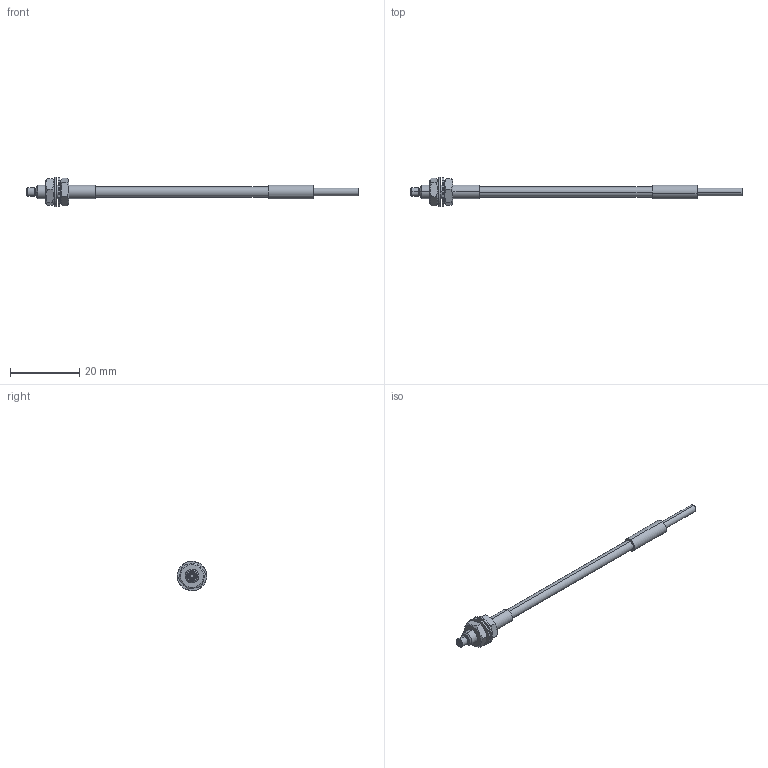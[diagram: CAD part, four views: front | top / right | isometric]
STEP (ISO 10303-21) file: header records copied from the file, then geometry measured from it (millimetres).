
FILE_DESCRIPTION (( 'STEP AP214' ), '1' );
FILE_NAME ('GPF-T014-350-2.0S.STEP', '2017-11-17T14:24:44', ( '' ), ( '' ), 'SwSTEP 2.0', 'SolidWorks 2018', '' );
FILE_SCHEMA (( 'AUTOMOTIVE_DESIGN' ));
Length unit declared in the file: millimetre
Products named in the file (6): GPF-T014-350-2.0S_FIBER; M4_NUT; GPF-T014-350-2.0S_HEAD2; GPF-T014-350-2.0S_LENS; M4_WASHER; GPF-T014-350-2.0S
Assembly tree (7 placements, depth 2):
  GPF-T014-350-2.0S
    GPF-T014-350-2.0S_HEAD2
    GPF-T014-350-2.0S_LENS
    M4_NUT  x2
    M4_WASHER  x2
    GPF-T014-350-2.0S_FIBER
Bounding box: 96 x 8.5 x 8.5 mm (x, y, z)
Volume: 953.8 mm3; surface area: 1493.4 mm2
Topology: 7 solids, 7 shells, 76 faces, 162 edges, 106 vertices
Faces by surface type: plane 32, cylinder 30, cone 14
Entity records: 1834 total; most frequent: CARTESIAN_POINT 366, DIRECTION 288, ORIENTED_EDGE 228, AXIS2_PLACEMENT_3D 124, EDGE_CURVE 114, VERTEX_POINT 74, EDGE_LOOP 66, CIRCLE 58
